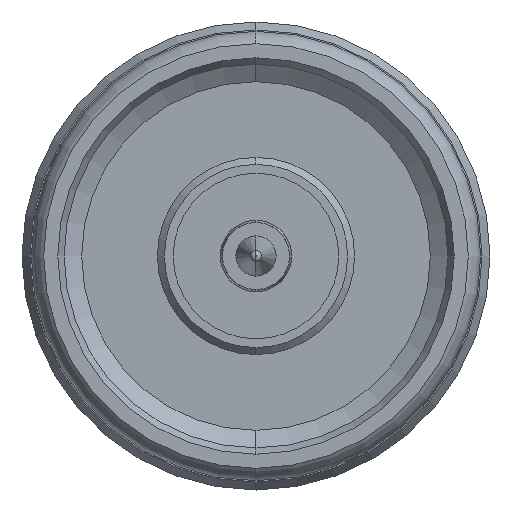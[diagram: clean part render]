
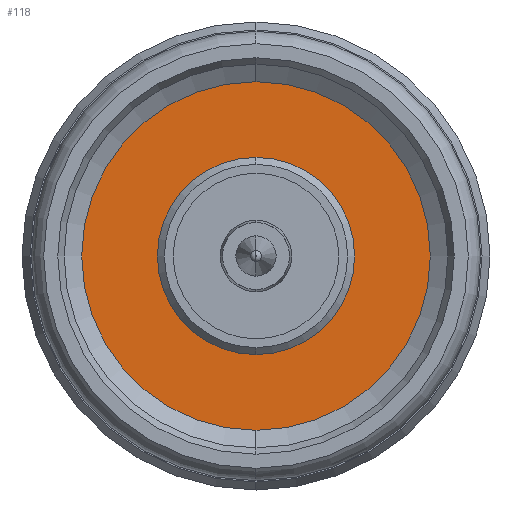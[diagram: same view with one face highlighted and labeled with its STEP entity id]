
A CAD part, left-side view. The second image highlights one B-rep face of the part: STEP entity #118.
In plain terms, the highlighted planar face has unit normal (-1, 0, 0).
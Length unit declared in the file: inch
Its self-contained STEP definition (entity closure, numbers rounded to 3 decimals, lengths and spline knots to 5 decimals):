
#77 = PLANE ( 'NONE',  #2268 ) ;
#88 = VERTEX_POINT ( 'NONE', #1845 ) ;
#108 = EDGE_CURVE ( 'NONE', #2715, #3757, #332, .T. ) ;
#118 = ADVANCED_FACE ( 'NONE', ( #1804, #3029 ), #77, .F. ) ;
#203 = AXIS2_PLACEMENT_3D ( 'NONE', #1390, #2606, #367 ) ;
#240 = DIRECTION ( 'NONE',  ( 1., 0., 0. ) ) ;
#332 = CIRCLE ( 'NONE', #1515, 0.31622 ) ;
#367 = DIRECTION ( 'NONE',  ( 0., 0., -1. ) ) ;
#396 = DIRECTION ( 'NONE',  ( 1., 0., 0. ) ) ;
#766 = ORIENTED_EDGE ( 'NONE', *, *, #1908, .F. ) ;
#865 = DIRECTION ( 'NONE',  ( 0., 0., -1. ) ) ;
#892 = CARTESIAN_POINT ( 'NONE',  ( 1.71137, 0., -0.32514 ) ) ;
#978 = ORIENTED_EDGE ( 'NONE', *, *, #3817, .T. ) ;
#1016 = AXIS2_PLACEMENT_3D ( 'NONE', #2697, #240, #1739 ) ;
#1221 = CARTESIAN_POINT ( 'NONE',  ( 1.71137, 0., -0.00892 ) ) ;
#1358 = CARTESIAN_POINT ( 'NONE',  ( 1.71137, 0., -0.1744 ) ) ;
#1390 = CARTESIAN_POINT ( 'NONE',  ( 1.71137, 0., -0.00892 ) ) ;
#1433 = CIRCLE ( 'NONE', #1953, 0.16548 ) ;
#1515 = AXIS2_PLACEMENT_3D ( 'NONE', #1221, #3685, #865 ) ;
#1552 = VERTEX_POINT ( 'NONE', #1358 ) ;
#1669 = DIRECTION ( 'NONE',  ( 0., 0., -1. ) ) ;
#1739 = DIRECTION ( 'NONE',  ( 0., 0., -1. ) ) ;
#1804 = FACE_OUTER_BOUND ( 'NONE', #2913, .T. ) ;
#1845 = CARTESIAN_POINT ( 'NONE',  ( 1.71137, 0., 0.15656 ) ) ;
#1846 = CIRCLE ( 'NONE', #203, 0.31622 ) ;
#1908 = EDGE_CURVE ( 'NONE', #3757, #2715, #1846, .T. ) ;
#1953 = AXIS2_PLACEMENT_3D ( 'NONE', #3192, #3501, #2870 ) ;
#2099 = EDGE_CURVE ( 'NONE', #88, #1552, #3669, .T. ) ;
#2268 = AXIS2_PLACEMENT_3D ( 'NONE', #3435, #396, #1669 ) ;
#2606 = DIRECTION ( 'NONE',  ( 1., 0., 0. ) ) ;
#2697 = CARTESIAN_POINT ( 'NONE',  ( 1.71137, 0., -0.00892 ) ) ;
#2715 = VERTEX_POINT ( 'NONE', #892 ) ;
#2870 = DIRECTION ( 'NONE',  ( 0., 0., -1. ) ) ;
#2913 = EDGE_LOOP ( 'NONE', ( #3714, #766 ) ) ;
#2966 = EDGE_LOOP ( 'NONE', ( #978, #3859 ) ) ;
#3029 = FACE_BOUND ( 'NONE', #2966, .T. ) ;
#3192 = CARTESIAN_POINT ( 'NONE',  ( 1.71137, 0., -0.00892 ) ) ;
#3434 = CARTESIAN_POINT ( 'NONE',  ( 1.71137, 0., 0.3073 ) ) ;
#3435 = CARTESIAN_POINT ( 'NONE',  ( 1.71137, 0., 0. ) ) ;
#3501 = DIRECTION ( 'NONE',  ( 1., 0., 0. ) ) ;
#3669 = CIRCLE ( 'NONE', #1016, 0.16548 ) ;
#3685 = DIRECTION ( 'NONE',  ( 1., 0., 0. ) ) ;
#3714 = ORIENTED_EDGE ( 'NONE', *, *, #108, .F. ) ;
#3757 = VERTEX_POINT ( 'NONE', #3434 ) ;
#3817 = EDGE_CURVE ( 'NONE', #1552, #88, #1433, .T. ) ;
#3859 = ORIENTED_EDGE ( 'NONE', *, *, #2099, .T. ) ;
